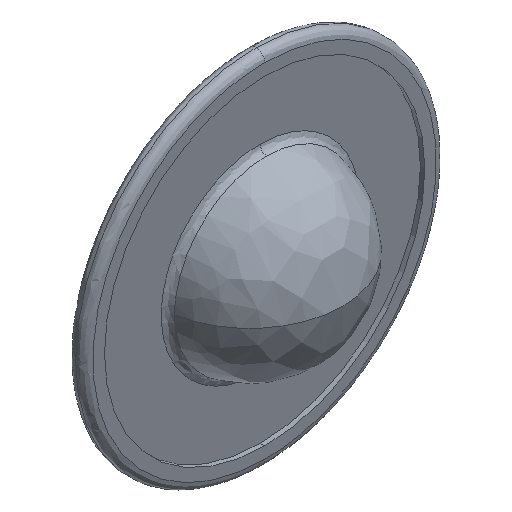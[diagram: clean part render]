
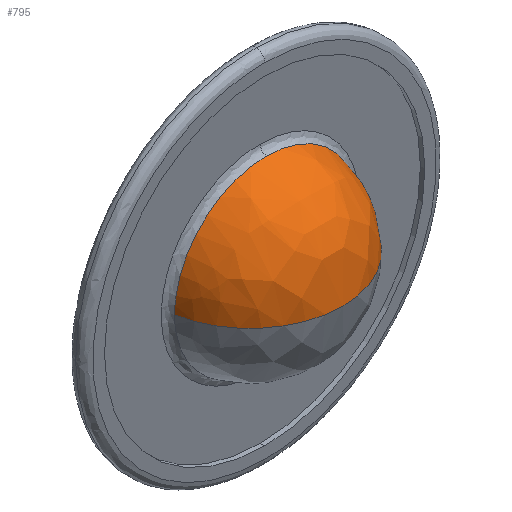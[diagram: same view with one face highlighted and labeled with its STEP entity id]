
A CAD part, isometric view. The second image highlights one B-rep face of the part: STEP entity #795.
In plain terms, the highlighted free-form (B-spline) face has degree [3, 3] with [4, 4] control points.
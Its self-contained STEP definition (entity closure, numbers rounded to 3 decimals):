
#77 = DIRECTION ( 'NONE',  ( -1., 0., 0. ) ) ;
#124 = EDGE_CURVE ( 'NONE', #1339, #1188, #605, .T. ) ;
#125 = CARTESIAN_POINT ( 'NONE',  ( 18.6, -1.523, 1.552 ) ) ;
#128 = AXIS2_PLACEMENT_3D ( 'NONE', #135, #1279, #598 ) ;
#135 = CARTESIAN_POINT ( 'NONE',  ( 0., -1.833, 0. ) ) ;
#146 = CARTESIAN_POINT ( 'NONE',  ( 0., -1.833, 0. ) ) ;
#165 = CIRCLE ( 'NONE', #128, 18.547 ) ;
#198 = CARTESIAN_POINT ( 'NONE',  ( 0., 1.524, 0. ) ) ;
#258 = DIRECTION ( 'NONE',  ( 0., -1., 0. ) ) ;
#340 = ORIENTED_EDGE ( 'NONE', *, *, #814, .T. ) ;
#349 = CARTESIAN_POINT ( 'NONE',  ( 14.056, -3.707, 30.341 ) ) ;
#465 = CARTESIAN_POINT ( 'NONE',  ( 18.6, 1.007, 3.003 ) ) ;
#469 = CARTESIAN_POINT ( 'NONE',  ( -18.6, -1.523, 0. ) ) ;
#535 = EDGE_LOOP ( 'NONE', ( #1254, #340, #1487 ) ) ;
#572 = VERTEX_POINT ( 'NONE', #1463 ) ;
#583 = CARTESIAN_POINT ( 'NONE',  ( 14.056, -29.264, 15.683 ) ) ;
#589 = EDGE_CURVE ( 'NONE', #1188, #572, #165, .T. ) ;
#598 = DIRECTION ( 'NONE',  ( 0., 0., 1. ) ) ;
#605 = CIRCLE ( 'NONE', #1203, 18.848 ) ;
#697 = CARTESIAN_POINT ( 'NONE',  ( 18.6, -1.523, 0. ) ) ;
#724 =( BOUNDED_SURFACE ( )  B_SPLINE_SURFACE ( 3, 3, ( 
 ( #469, #1268, #918, #1025 ),
 ( #1143, #1369, #1484, #794 ),
 ( #912, #583, #1374, #349 ),
 ( #697, #125, #1380, #465 ) ),
 .UNSPECIFIED., .F., .F., .F. ) 
 B_SPLINE_SURFACE_WITH_KNOTS ( ( 4, 4 ),
 ( 4, 4 ),
 ( 0., 1. ),
 ( 0., 1. ),
 .UNSPECIFIED. ) 
 GEOMETRIC_REPRESENTATION_ITEM ( )  RATIONAL_B_SPLINE_SURFACE ( (
 ( 1., 0.843, 0.843, 1.),
 ( 0.441, 0.372, 0.372, 0.441),
 ( 0.441, 0.372, 0.372, 0.441),
 ( 1., 0.843, 0.843, 1.) ) ) 
 REPRESENTATION_ITEM ( '' )  SURFACE ( )  );
#794 = CARTESIAN_POINT ( 'NONE',  ( -14.056, -3.707, 30.341 ) ) ;
#795 = ADVANCED_FACE ( 'NONE', ( #1126 ), #724, .T. ) ;
#814 = EDGE_CURVE ( 'NONE', #572, #1339, #830, .T. ) ;
#830 = CIRCLE ( 'NONE', #1414, 18.547 ) ;
#912 = CARTESIAN_POINT ( 'NONE',  ( 14.056, -29.264, 0. ) ) ;
#918 = CARTESIAN_POINT ( 'NONE',  ( -18.6, -0.523, 2.739 ) ) ;
#1025 = CARTESIAN_POINT ( 'NONE',  ( -18.6, 1.007, 3.003 ) ) ;
#1054 = DIRECTION ( 'NONE',  ( 0., 0., 1. ) ) ;
#1126 = FACE_OUTER_BOUND ( 'NONE', #535, .T. ) ;
#1143 = CARTESIAN_POINT ( 'NONE',  ( -14.056, -29.264, 0. ) ) ;
#1188 = VERTEX_POINT ( 'NONE', #1244 ) ;
#1203 = AXIS2_PLACEMENT_3D ( 'NONE', #198, #1215, #77 ) ;
#1215 = DIRECTION ( 'NONE',  ( 0., 0., 1. ) ) ;
#1244 = CARTESIAN_POINT ( 'NONE',  ( 18.547, -1.833, 0. ) ) ;
#1254 = ORIENTED_EDGE ( 'NONE', *, *, #589, .T. ) ;
#1268 = CARTESIAN_POINT ( 'NONE',  ( -18.6, -1.523, 1.552 ) ) ;
#1279 = DIRECTION ( 'NONE',  ( 0., -1., 0. ) ) ;
#1339 = VERTEX_POINT ( 'NONE', #1368 ) ;
#1368 = CARTESIAN_POINT ( 'NONE',  ( -18.547, -1.833, 0. ) ) ;
#1369 = CARTESIAN_POINT ( 'NONE',  ( -14.056, -29.264, 15.683 ) ) ;
#1374 = CARTESIAN_POINT ( 'NONE',  ( 14.056, -19.161, 27.677 ) ) ;
#1380 = CARTESIAN_POINT ( 'NONE',  ( 18.6, -0.523, 2.739 ) ) ;
#1414 = AXIS2_PLACEMENT_3D ( 'NONE', #146, #258, #1054 ) ;
#1463 = CARTESIAN_POINT ( 'NONE',  ( 0., -1.833, 18.547 ) ) ;
#1484 = CARTESIAN_POINT ( 'NONE',  ( -14.056, -19.161, 27.677 ) ) ;
#1487 = ORIENTED_EDGE ( 'NONE', *, *, #124, .T. ) ;
